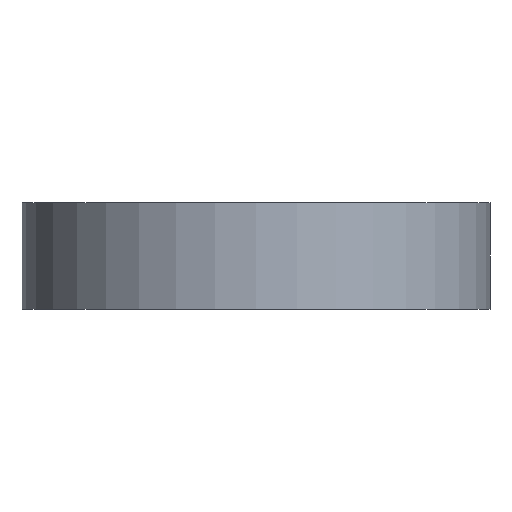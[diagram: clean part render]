
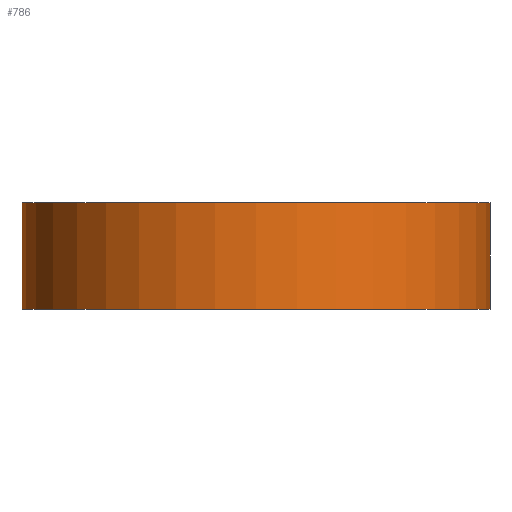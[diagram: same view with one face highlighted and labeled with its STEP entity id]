
A CAD part, front view. The second image highlights one B-rep face of the part: STEP entity #786.
In plain terms, the highlighted cylindrical face has radius 44 mm (diameter 88 mm), a partial arc.
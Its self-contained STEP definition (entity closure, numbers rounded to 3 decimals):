
#30 = DIRECTION ( 'NONE',  ( 0., 0., -1. ) ) ;
#44 = CYLINDRICAL_SURFACE ( 'NONE', #246, 44. ) ;
#141 = DIRECTION ( 'NONE',  ( 1., 0., 0. ) ) ;
#165 = EDGE_CURVE ( 'NONE', #604, #653, #1134, .T. ) ;
#229 = VERTEX_POINT ( 'NONE', #1015 ) ;
#246 = AXIS2_PLACEMENT_3D ( 'NONE', #408, #30, #495 ) ;
#275 = LINE ( 'NONE', #560, #1050 ) ;
#286 = ORIENTED_EDGE ( 'NONE', *, *, #165, .T. ) ;
#367 = CIRCLE ( 'NONE', #892, 44. ) ;
#408 = CARTESIAN_POINT ( 'NONE',  ( -42.57, 25.863, 20. ) ) ;
#465 = VECTOR ( 'NONE', #655, 1000. ) ;
#476 = DIRECTION ( 'NONE',  ( 0., 0., -1. ) ) ;
#495 = DIRECTION ( 'NONE',  ( -1., 0., 0. ) ) ;
#548 = CARTESIAN_POINT ( 'NONE',  ( 1.43, 25.863, 0. ) ) ;
#560 = CARTESIAN_POINT ( 'NONE',  ( -86.57, 25.863, 20. ) ) ;
#571 = AXIS2_PLACEMENT_3D ( 'NONE', #991, #696, #1086 ) ;
#604 = VERTEX_POINT ( 'NONE', #902 ) ;
#612 = VERTEX_POINT ( 'NONE', #1000 ) ;
#613 = DIRECTION ( 'NONE',  ( 0., 0., 1. ) ) ;
#637 = ORIENTED_EDGE ( 'NONE', *, *, #956, .T. ) ;
#653 = VERTEX_POINT ( 'NONE', #548 ) ;
#655 = DIRECTION ( 'NONE',  ( 0., 0., -1. ) ) ;
#673 = EDGE_CURVE ( 'NONE', #229, #653, #1234, .T. ) ;
#696 = DIRECTION ( 'NONE',  ( 0., 0., 1. ) ) ;
#786 = ADVANCED_FACE ( 'NONE', ( #906 ), #44, .T. ) ;
#820 = CARTESIAN_POINT ( 'NONE',  ( -42.57, 25.863, 20. ) ) ;
#892 = AXIS2_PLACEMENT_3D ( 'NONE', #820, #613, #141 ) ;
#902 = CARTESIAN_POINT ( 'NONE',  ( -86.57, 25.863, 0. ) ) ;
#906 = FACE_OUTER_BOUND ( 'NONE', #942, .T. ) ;
#927 = CARTESIAN_POINT ( 'NONE',  ( 1.43, 25.863, 20. ) ) ;
#942 = EDGE_LOOP ( 'NONE', ( #1209, #1220, #637, #286 ) ) ;
#956 = EDGE_CURVE ( 'NONE', #612, #604, #275, .T. ) ;
#991 = CARTESIAN_POINT ( 'NONE',  ( -42.57, 25.863, 0. ) ) ;
#1000 = CARTESIAN_POINT ( 'NONE',  ( -86.57, 25.863, 20. ) ) ;
#1015 = CARTESIAN_POINT ( 'NONE',  ( 1.43, 25.863, 20. ) ) ;
#1050 = VECTOR ( 'NONE', #476, 1000. ) ;
#1086 = DIRECTION ( 'NONE',  ( 1., 0., 0. ) ) ;
#1134 = CIRCLE ( 'NONE', #571, 44. ) ;
#1205 = EDGE_CURVE ( 'NONE', #612, #229, #367, .T. ) ;
#1209 = ORIENTED_EDGE ( 'NONE', *, *, #673, .F. ) ;
#1220 = ORIENTED_EDGE ( 'NONE', *, *, #1205, .F. ) ;
#1234 = LINE ( 'NONE', #927, #465 ) ;
